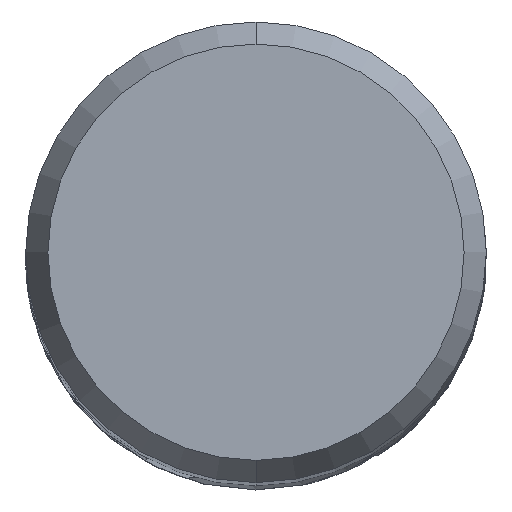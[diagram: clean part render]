
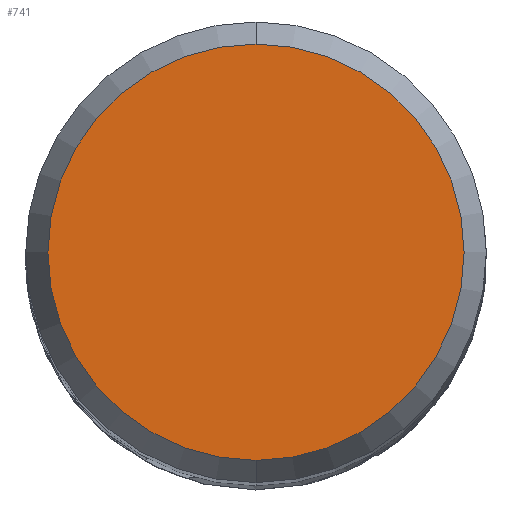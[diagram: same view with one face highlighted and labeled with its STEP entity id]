
A CAD part, top view. The second image highlights one B-rep face of the part: STEP entity #741.
In plain terms, the highlighted planar face has unit normal (0, 0, 1).
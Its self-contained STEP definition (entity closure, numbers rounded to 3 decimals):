
#561=EDGE_CURVE('',#693,#567,#1485,.T.);
#567=VERTEX_POINT('',#1491);
#653=EDGE_CURVE('',#567,#693,#1584,.T.);
#693=VERTEX_POINT('',#1625);
#741=ADVANCED_FACE('',(#1676),#1677,.T.);
#1485=CIRCLE('',#3617,5.423);
#1491=CARTESIAN_POINT('',(0.0,5.423,0.0));
#1584=CIRCLE('',#4128,5.423);
#1625=CARTESIAN_POINT('',(0.,-5.423,0.0));
#1676=FACE_OUTER_BOUND('',#4828,.T.);
#1677=PLANE('',#4829);
#3617=AXIS2_PLACEMENT_3D('',#12888,#12889,#12890);
#4128=AXIS2_PLACEMENT_3D('',#12987,#12988,#12989);
#4828=EDGE_LOOP('',(#13050,#13051));
#4829=AXIS2_PLACEMENT_3D('',#13052,#13053,#13054);
#12888=CARTESIAN_POINT('',(0.0,0.0,0.0));
#12889=DIRECTION('',(0.0,0.0,-1.0));
#12890=DIRECTION('',(0.0,1.0,0.0));
#12987=CARTESIAN_POINT('',(0.0,0.0,0.0));
#12988=DIRECTION('',(0.0,0.0,-1.0));
#12989=DIRECTION('',(0.0,1.0,0.0));
#13050=ORIENTED_EDGE('',*,*,#653,.F.);
#13051=ORIENTED_EDGE('',*,*,#561,.F.);
#13052=CARTESIAN_POINT('',(0.0,2.711,0.0));
#13053=DIRECTION('',(-0.0,0.0,1.0));
#13054=DIRECTION('',(0.0,-1.0,0.0));
